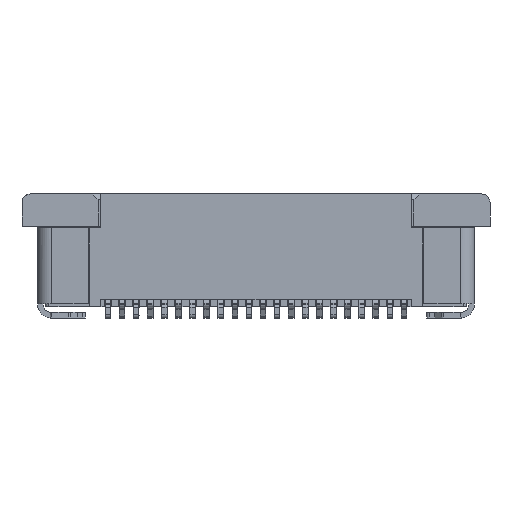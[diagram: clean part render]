
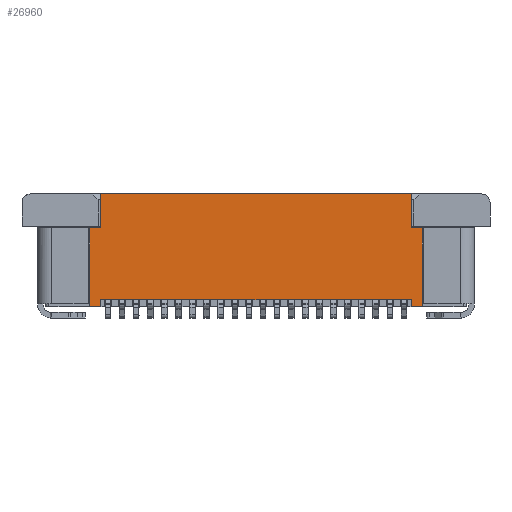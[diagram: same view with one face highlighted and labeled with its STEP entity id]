
A CAD part, front view. The second image highlights one B-rep face of the part: STEP entity #26960.
In plain terms, the highlighted free-form (B-spline) face has degree [1, 1] with [2, 2] control points.
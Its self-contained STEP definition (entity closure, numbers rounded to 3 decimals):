
#22405 = VERTEX_POINT('',#22406);
#22406 = CARTESIAN_POINT('',(5.5,-1.02,3.2));
#22411 = EDGE_CURVE('',#22412,#22405,#22414,.T.);
#22412 = VERTEX_POINT('',#22413);
#22413 = CARTESIAN_POINT('',(5.9,-1.02,3.2));
#22414 = B_SPLINE_CURVE_WITH_KNOTS('',1,(#22415,#22416),.UNSPECIFIED.,
  .F.,.F.,(2,2),(1.85,2.25),.PIECEWISE_BEZIER_KNOTS.);
#22415 = CARTESIAN_POINT('',(5.9,-1.02,3.2));
#22416 = CARTESIAN_POINT('',(5.5,-1.02,3.2));
#22577 = VERTEX_POINT('',#22578);
#22578 = CARTESIAN_POINT('',(-5.9,-1.02,3.2));
#22583 = EDGE_CURVE('',#22577,#22584,#22586,.T.);
#22584 = VERTEX_POINT('',#22585);
#22585 = CARTESIAN_POINT('',(-5.5,-1.02,3.2));
#22586 = B_SPLINE_CURVE_WITH_KNOTS('',1,(#22587,#22588),.UNSPECIFIED.,
  .F.,.F.,(2,2),(1.85,2.25),.PIECEWISE_BEZIER_KNOTS.);
#22587 = CARTESIAN_POINT('',(-5.9,-1.02,3.2));
#22588 = CARTESIAN_POINT('',(-5.5,-1.02,3.2));
#26896 = VERTEX_POINT('',#26897);
#26897 = CARTESIAN_POINT('',(-5.5,-1.02,0.4));
#26902 = EDGE_CURVE('',#26903,#26896,#26905,.T.);
#26903 = VERTEX_POINT('',#26904);
#26904 = CARTESIAN_POINT('',(-5.9,-1.02,0.4));
#26905 = B_SPLINE_CURVE_WITH_KNOTS('',1,(#26906,#26907),.UNSPECIFIED.,
  .F.,.F.,(2,2),(1.85,2.25),.PIECEWISE_BEZIER_KNOTS.);
#26906 = CARTESIAN_POINT('',(-5.9,-1.02,0.4));
#26907 = CARTESIAN_POINT('',(-5.5,-1.02,0.4));
#26960 = ADVANCED_FACE('',(#26961),#27023,.F.);
#26961 = FACE_BOUND('',#26962,.T.);
#26962 = EDGE_LOOP('',(#26963,#26968,#26969,#26976,#26983,#26990,#26997,
    #27002,#27003,#27010,#27017,#27022));
#26963 = ORIENTED_EDGE('',*,*,#26964,.T.);
#26964 = EDGE_CURVE('',#22577,#26903,#26965,.T.);
#26965 = B_SPLINE_CURVE_WITH_KNOTS('',1,(#26966,#26967),.UNSPECIFIED.,
  .F.,.F.,(2,2),(2.754,5.554),
  .PIECEWISE_BEZIER_KNOTS.);
#26966 = CARTESIAN_POINT('',(-5.9,-1.02,3.2));
#26967 = CARTESIAN_POINT('',(-5.9,-1.02,0.4));
#26968 = ORIENTED_EDGE('',*,*,#26902,.T.);
#26969 = ORIENTED_EDGE('',*,*,#26970,.T.);
#26970 = EDGE_CURVE('',#26896,#26971,#26973,.T.);
#26971 = VERTEX_POINT('',#26972);
#26972 = CARTESIAN_POINT('',(-5.5,-1.02,0.65));
#26973 = B_SPLINE_CURVE_WITH_KNOTS('',1,(#26974,#26975),.UNSPECIFIED.,
  .F.,.F.,(2,2),(-2.8,-2.55),.PIECEWISE_BEZIER_KNOTS.);
#26974 = CARTESIAN_POINT('',(-5.5,-1.02,0.4));
#26975 = CARTESIAN_POINT('',(-5.5,-1.02,0.65));
#26976 = ORIENTED_EDGE('',*,*,#26977,.T.);
#26977 = EDGE_CURVE('',#26971,#26978,#26980,.T.);
#26978 = VERTEX_POINT('',#26979);
#26979 = CARTESIAN_POINT('',(5.5,-1.02,0.65));
#26980 = B_SPLINE_CURVE_WITH_KNOTS('',1,(#26981,#26982),.UNSPECIFIED.,
  .F.,.F.,(2,2),(0.,11.),.PIECEWISE_BEZIER_KNOTS.);
#26981 = CARTESIAN_POINT('',(-5.5,-1.02,0.65));
#26982 = CARTESIAN_POINT('',(5.5,-1.02,0.65));
#26983 = ORIENTED_EDGE('',*,*,#26984,.F.);
#26984 = EDGE_CURVE('',#26985,#26978,#26987,.T.);
#26985 = VERTEX_POINT('',#26986);
#26986 = CARTESIAN_POINT('',(5.5,-1.02,0.4));
#26987 = B_SPLINE_CURVE_WITH_KNOTS('',1,(#26988,#26989),.UNSPECIFIED.,
  .F.,.F.,(2,2),(-2.8,-2.55),.PIECEWISE_BEZIER_KNOTS.);
#26988 = CARTESIAN_POINT('',(5.5,-1.02,0.4));
#26989 = CARTESIAN_POINT('',(5.5,-1.02,0.65));
#26990 = ORIENTED_EDGE('',*,*,#26991,.F.);
#26991 = EDGE_CURVE('',#26992,#26985,#26994,.T.);
#26992 = VERTEX_POINT('',#26993);
#26993 = CARTESIAN_POINT('',(5.9,-1.02,0.4));
#26994 = B_SPLINE_CURVE_WITH_KNOTS('',1,(#26995,#26996),.UNSPECIFIED.,
  .F.,.F.,(2,2),(1.85,2.25),.PIECEWISE_BEZIER_KNOTS.);
#26995 = CARTESIAN_POINT('',(5.9,-1.02,0.4));
#26996 = CARTESIAN_POINT('',(5.5,-1.02,0.4));
#26997 = ORIENTED_EDGE('',*,*,#26998,.F.);
#26998 = EDGE_CURVE('',#22412,#26992,#26999,.T.);
#26999 = B_SPLINE_CURVE_WITH_KNOTS('',1,(#27000,#27001),.UNSPECIFIED.,
  .F.,.F.,(2,2),(2.754,5.554),
  .PIECEWISE_BEZIER_KNOTS.);
#27000 = CARTESIAN_POINT('',(5.9,-1.02,3.2));
#27001 = CARTESIAN_POINT('',(5.9,-1.02,0.4));
#27002 = ORIENTED_EDGE('',*,*,#22411,.T.);
#27003 = ORIENTED_EDGE('',*,*,#27004,.F.);
#27004 = EDGE_CURVE('',#27005,#22405,#27007,.T.);
#27005 = VERTEX_POINT('',#27006);
#27006 = CARTESIAN_POINT('',(5.5,-1.02,4.4));
#27007 = B_SPLINE_CURVE_WITH_KNOTS('',1,(#27008,#27009),.UNSPECIFIED.,
  .F.,.F.,(2,2),(-4.4,-3.2),.PIECEWISE_BEZIER_KNOTS.);
#27008 = CARTESIAN_POINT('',(5.5,-1.02,4.4));
#27009 = CARTESIAN_POINT('',(5.5,-1.02,3.2));
#27010 = ORIENTED_EDGE('',*,*,#27011,.F.);
#27011 = EDGE_CURVE('',#27012,#27005,#27014,.T.);
#27012 = VERTEX_POINT('',#27013);
#27013 = CARTESIAN_POINT('',(-5.5,-1.02,4.4));
#27014 = B_SPLINE_CURVE_WITH_KNOTS('',1,(#27015,#27016),.UNSPECIFIED.,
  .F.,.F.,(2,2),(0.,11.),.PIECEWISE_BEZIER_KNOTS.);
#27015 = CARTESIAN_POINT('',(-5.5,-1.02,4.4));
#27016 = CARTESIAN_POINT('',(5.5,-1.02,4.4));
#27017 = ORIENTED_EDGE('',*,*,#27018,.T.);
#27018 = EDGE_CURVE('',#27012,#22584,#27019,.T.);
#27019 = B_SPLINE_CURVE_WITH_KNOTS('',1,(#27020,#27021),.UNSPECIFIED.,
  .F.,.F.,(2,2),(-4.4,-3.2),.PIECEWISE_BEZIER_KNOTS.);
#27020 = CARTESIAN_POINT('',(-5.5,-1.02,4.4));
#27021 = CARTESIAN_POINT('',(-5.5,-1.02,3.2));
#27022 = ORIENTED_EDGE('',*,*,#22583,.F.);
#27023 = B_SPLINE_SURFACE_WITH_KNOTS('',1,1,(
    (#27024,#27025)
    ,(#27026,#27027
    )),.UNSPECIFIED.,.F.,.F.,.F.,(2,2),(2,2),(-13.65,-1.85),(-2.8,1.2),
  .PIECEWISE_BEZIER_KNOTS.);
#27024 = CARTESIAN_POINT('',(5.9,-1.02,0.4));
#27025 = CARTESIAN_POINT('',(5.9,-1.02,4.4));
#27026 = CARTESIAN_POINT('',(-5.9,-1.02,0.4));
#27027 = CARTESIAN_POINT('',(-5.9,-1.02,4.4));
